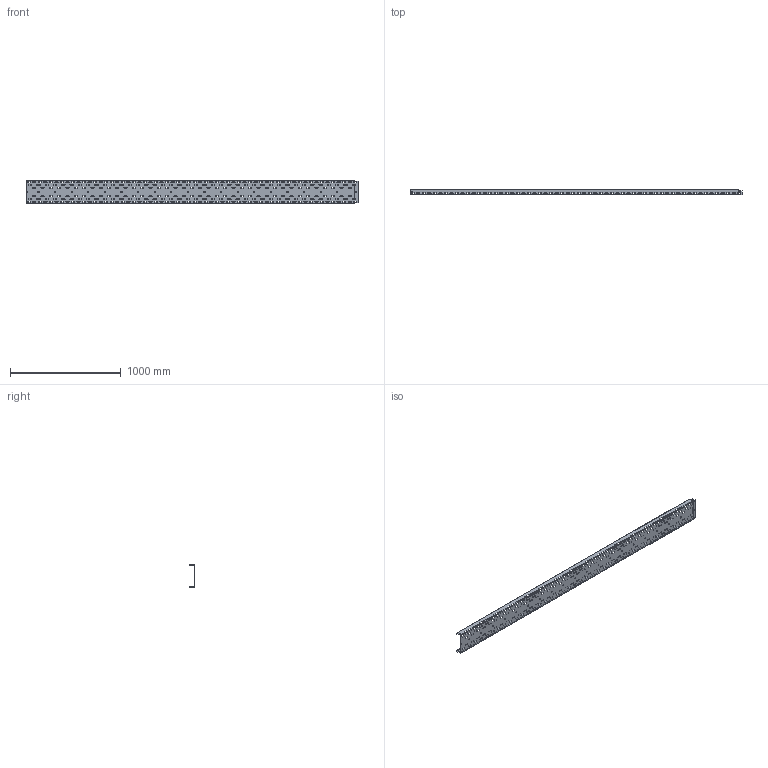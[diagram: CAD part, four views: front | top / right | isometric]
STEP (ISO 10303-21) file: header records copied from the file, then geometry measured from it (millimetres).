
FILE_DESCRIPTION (( 'STEP AP203' ), '1' );
FILE_NAME ('CLP10-050-200-3 Ëîòîê ïåðôîðèðîâàííûé 50õ200õ3000 ÈÝÊ.STEP', '2016-02-04T09:29:54', ( '' ), ( '' ), 'SwSTEP 2.0', 'SolidWorks 2014', '' );
FILE_SCHEMA (( 'CONFIG_CONTROL_DESIGN' ));
Products named in the file (1): CLP10-050-200-3 Ëîòîê ïåðôîðèðîâàííûé 50õ200õ3000 ÈÝÊ
Bounding box: 3000 x 50 x 200 mm (x, y, z)
Volume: 600924.9 mm3; surface area: 1741100.3 mm2
Topology: 1 solids, 1 shells, 1683 faces, 5098 edges, 3405 vertices
Faces by surface type: plane 860, cylinder 823
Full cylindrical faces by diameter (mm): 11 x19
Entity records: 59093 total; most frequent: CARTESIAN_POINT 10130, ORIENTED_EDGE 10120, DIRECTION 10074, EDGE_CURVE 5060, LINE 3414, VECTOR 3414, VERTEX_POINT 3386, AXIS2_PLACEMENT_3D 3330
